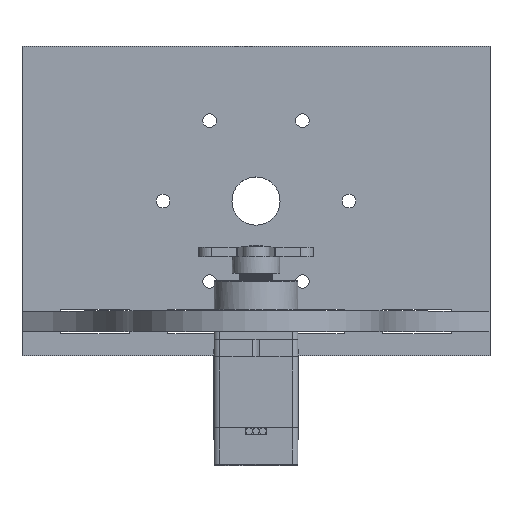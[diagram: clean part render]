
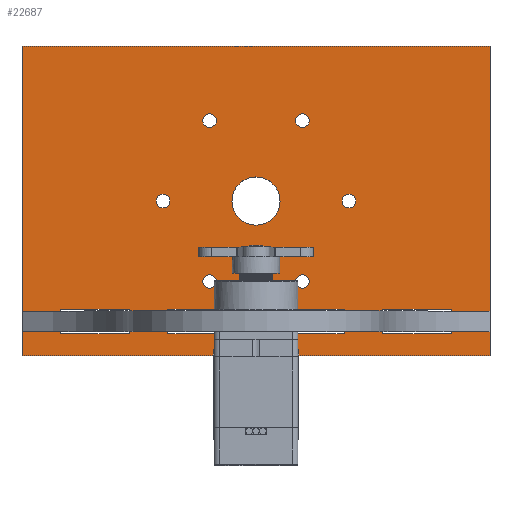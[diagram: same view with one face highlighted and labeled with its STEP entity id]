
A CAD part, top view. The second image highlights one B-rep face of the part: STEP entity #22687.
In plain terms, the highlighted planar face has unit normal (0, 0, 1).
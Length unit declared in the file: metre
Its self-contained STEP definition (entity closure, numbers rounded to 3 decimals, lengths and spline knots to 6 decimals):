
#371=CIRCLE('',#24500,0.001);
#373=CIRCLE('',#24503,0.001);
#375=CIRCLE('',#24506,0.001);
#377=CIRCLE('',#24509,0.001);
#379=CIRCLE('',#24512,0.001);
#381=CIRCLE('',#24515,0.001);
#383=CIRCLE('',#24518,0.0035);
#1818=ORIENTED_EDGE('',*,*,#8554,.F.);
#1819=ORIENTED_EDGE('',*,*,#8558,.T.);
#1820=ORIENTED_EDGE('',*,*,#8561,.T.);
#1821=ORIENTED_EDGE('',*,*,#8583,.F.);
#1822=ORIENTED_EDGE('',*,*,#8544,.F.);
#1823=ORIENTED_EDGE('',*,*,#8548,.T.);
#1824=ORIENTED_EDGE('',*,*,#8551,.T.);
#1825=ORIENTED_EDGE('',*,*,#8581,.F.);
#1826=ORIENTED_EDGE('',*,*,#8534,.F.);
#1827=ORIENTED_EDGE('',*,*,#8538,.T.);
#1828=ORIENTED_EDGE('',*,*,#8541,.T.);
#1829=ORIENTED_EDGE('',*,*,#8579,.F.);
#1830=ORIENTED_EDGE('',*,*,#8576,.F.);
#1831=ORIENTED_EDGE('',*,*,#8574,.F.);
#1832=ORIENTED_EDGE('',*,*,#8572,.F.);
#1833=ORIENTED_EDGE('',*,*,#8570,.F.);
#1834=ORIENTED_EDGE('',*,*,#8568,.F.);
#1835=ORIENTED_EDGE('',*,*,#8566,.F.);
#1836=ORIENTED_EDGE('',*,*,#8564,.F.);
#1837=ORIENTED_EDGE('',*,*,#8524,.F.);
#1838=ORIENTED_EDGE('',*,*,#8528,.T.);
#1839=ORIENTED_EDGE('',*,*,#8531,.T.);
#1840=ORIENTED_EDGE('',*,*,#8563,.F.);
#1841=ORIENTED_EDGE('',*,*,#8514,.F.);
#1842=ORIENTED_EDGE('',*,*,#8518,.T.);
#1843=ORIENTED_EDGE('',*,*,#8521,.T.);
#1844=ORIENTED_EDGE('',*,*,#8585,.F.);
#8514=EDGE_CURVE('',#11908,#11909,#14206,.T.);
#8518=EDGE_CURVE('',#11908,#11911,#14210,.T.);
#8521=EDGE_CURVE('',#11911,#11913,#14213,.T.);
#8524=EDGE_CURVE('',#11916,#11917,#14216,.T.);
#8528=EDGE_CURVE('',#11916,#11919,#14220,.T.);
#8531=EDGE_CURVE('',#11919,#11921,#14223,.T.);
#8534=EDGE_CURVE('',#11924,#11925,#14226,.T.);
#8538=EDGE_CURVE('',#11924,#11927,#14230,.T.);
#8541=EDGE_CURVE('',#11927,#11929,#14233,.T.);
#8544=EDGE_CURVE('',#11932,#11933,#14236,.T.);
#8548=EDGE_CURVE('',#11932,#11935,#14240,.T.);
#8551=EDGE_CURVE('',#11935,#11937,#14243,.T.);
#8554=EDGE_CURVE('',#11940,#11941,#14246,.T.);
#8558=EDGE_CURVE('',#11940,#11943,#14250,.T.);
#8561=EDGE_CURVE('',#11943,#11945,#14253,.T.);
#8563=EDGE_CURVE('',#11917,#11921,#14255,.T.);
#8564=EDGE_CURVE('',#11946,#11946,#371,.T.);
#8566=EDGE_CURVE('',#11948,#11948,#373,.T.);
#8568=EDGE_CURVE('',#11950,#11950,#375,.T.);
#8570=EDGE_CURVE('',#11952,#11952,#377,.T.);
#8572=EDGE_CURVE('',#11954,#11954,#379,.T.);
#8574=EDGE_CURVE('',#11956,#11956,#381,.T.);
#8576=EDGE_CURVE('',#11958,#11958,#383,.T.);
#8579=EDGE_CURVE('',#11925,#11929,#14257,.T.);
#8581=EDGE_CURVE('',#11933,#11937,#14259,.T.);
#8583=EDGE_CURVE('',#11941,#11945,#14261,.T.);
#8585=EDGE_CURVE('',#11909,#11913,#14263,.T.);
#11908=VERTEX_POINT('',#33579);
#11909=VERTEX_POINT('',#33581);
#11911=VERTEX_POINT('',#33587);
#11913=VERTEX_POINT('',#33593);
#11916=VERTEX_POINT('',#33600);
#11917=VERTEX_POINT('',#33602);
#11919=VERTEX_POINT('',#33608);
#11921=VERTEX_POINT('',#33614);
#11924=VERTEX_POINT('',#33621);
#11925=VERTEX_POINT('',#33623);
#11927=VERTEX_POINT('',#33629);
#11929=VERTEX_POINT('',#33635);
#11932=VERTEX_POINT('',#33642);
#11933=VERTEX_POINT('',#33644);
#11935=VERTEX_POINT('',#33650);
#11937=VERTEX_POINT('',#33656);
#11940=VERTEX_POINT('',#33663);
#11941=VERTEX_POINT('',#33665);
#11943=VERTEX_POINT('',#33671);
#11945=VERTEX_POINT('',#33677);
#11946=VERTEX_POINT('',#33684);
#11948=VERTEX_POINT('',#33689);
#11950=VERTEX_POINT('',#33694);
#11952=VERTEX_POINT('',#33699);
#11954=VERTEX_POINT('',#33704);
#11956=VERTEX_POINT('',#33709);
#11958=VERTEX_POINT('',#33714);
#14206=LINE('',#33580,#16526);
#14210=LINE('',#33588,#16530);
#14213=LINE('',#33594,#16533);
#14216=LINE('',#33601,#16536);
#14220=LINE('',#33609,#16540);
#14223=LINE('',#33615,#16543);
#14226=LINE('',#33622,#16546);
#14230=LINE('',#33630,#16550);
#14233=LINE('',#33636,#16553);
#14236=LINE('',#33643,#16556);
#14240=LINE('',#33651,#16560);
#14243=LINE('',#33657,#16563);
#14246=LINE('',#33664,#16566);
#14250=LINE('',#33672,#16570);
#14253=LINE('',#33678,#16573);
#14255=LINE('',#33681,#16575);
#14257=LINE('',#33719,#16577);
#14259=LINE('',#33722,#16579);
#14261=LINE('',#33725,#16581);
#14263=LINE('',#33728,#16583);
#16526=VECTOR('',#26745,1.);
#16530=VECTOR('',#26751,1.);
#16533=VECTOR('',#26756,1.);
#16536=VECTOR('',#26761,1.);
#16540=VECTOR('',#26767,1.);
#16543=VECTOR('',#26772,1.);
#16546=VECTOR('',#26777,1.);
#16550=VECTOR('',#26783,1.);
#16553=VECTOR('',#26788,1.);
#16556=VECTOR('',#26793,1.);
#16560=VECTOR('',#26799,1.);
#16563=VECTOR('',#26804,1.);
#16566=VECTOR('',#26809,1.);
#16570=VECTOR('',#26815,1.);
#16573=VECTOR('',#26820,1.);
#16575=VECTOR('',#26824,1.);
#16577=VECTOR('',#26870,1.);
#16579=VECTOR('',#26874,1.);
#16581=VECTOR('',#26878,1.);
#16583=VECTOR('',#26882,1.);
#18878=EDGE_LOOP('',(#1818,#1819,#1820,#1821));
#18879=EDGE_LOOP('',(#1822,#1823,#1824,#1825));
#18880=EDGE_LOOP('',(#1826,#1827,#1828,#1829));
#18881=EDGE_LOOP('',(#1830));
#18882=EDGE_LOOP('',(#1831));
#18883=EDGE_LOOP('',(#1832));
#18884=EDGE_LOOP('',(#1833));
#18885=EDGE_LOOP('',(#1834));
#18886=EDGE_LOOP('',(#1835));
#18887=EDGE_LOOP('',(#1836));
#18888=EDGE_LOOP('',(#1837,#1838,#1839,#1840));
#18889=EDGE_LOOP('',(#1841,#1842,#1843,#1844));
#20383=FACE_BOUND('',#18878,.T.);
#20384=FACE_BOUND('',#18879,.T.);
#20385=FACE_BOUND('',#18880,.T.);
#20386=FACE_BOUND('',#18881,.T.);
#20387=FACE_BOUND('',#18882,.T.);
#20388=FACE_BOUND('',#18883,.T.);
#20389=FACE_BOUND('',#18884,.T.);
#20390=FACE_BOUND('',#18885,.T.);
#20391=FACE_BOUND('',#18886,.T.);
#20392=FACE_BOUND('',#18887,.T.);
#20393=FACE_BOUND('',#18888,.T.);
#20394=FACE_BOUND('',#18889,.T.);
#21875=PLANE('',#24524);
#22687=ADVANCED_FACE('',(#20383,#20384,#20385,#20386,#20387,#20388,#20389,
#20390,#20391,#20392,#20393,#20394),#21875,.T.);
#24500=AXIS2_PLACEMENT_3D('',#33683,#26827,#26828);
#24503=AXIS2_PLACEMENT_3D('',#33688,#26833,#26834);
#24506=AXIS2_PLACEMENT_3D('',#33693,#26839,#26840);
#24509=AXIS2_PLACEMENT_3D('',#33698,#26845,#26846);
#24512=AXIS2_PLACEMENT_3D('',#33703,#26851,#26852);
#24515=AXIS2_PLACEMENT_3D('',#33708,#26857,#26858);
#24518=AXIS2_PLACEMENT_3D('',#33713,#26863,#26864);
#24524=AXIS2_PLACEMENT_3D('',#33729,#26883,#26884);
#26745=DIRECTION('',(1.,0.,0.));
#26751=DIRECTION('',(0.,1.,0.));
#26756=DIRECTION('',(1.,0.,0.));
#26761=DIRECTION('',(1.,0.,0.));
#26767=DIRECTION('',(0.,1.,0.));
#26772=DIRECTION('',(1.,0.,0.));
#26777=DIRECTION('',(0.,1.,0.));
#26783=DIRECTION('',(-1.,0.,0.));
#26788=DIRECTION('',(0.,1.,0.));
#26793=DIRECTION('',(0.,1.,0.));
#26799=DIRECTION('',(-1.,0.,0.));
#26804=DIRECTION('',(0.,1.,0.));
#26809=DIRECTION('',(0.,-1.,0.));
#26815=DIRECTION('',(-1.,0.,0.));
#26820=DIRECTION('',(0.,-1.,0.));
#26824=DIRECTION('',(0.,1.,0.));
#26827=DIRECTION('',(0.,0.,1.));
#26828=DIRECTION('',(1.,0.,0.));
#26833=DIRECTION('',(0.,0.,1.));
#26834=DIRECTION('',(1.,0.,0.));
#26839=DIRECTION('',(0.,0.,1.));
#26840=DIRECTION('',(1.,0.,0.));
#26845=DIRECTION('',(0.,0.,1.));
#26846=DIRECTION('',(1.,0.,0.));
#26851=DIRECTION('',(0.,0.,1.));
#26852=DIRECTION('',(1.,0.,0.));
#26857=DIRECTION('',(0.,0.,1.));
#26858=DIRECTION('',(1.,0.,0.));
#26863=DIRECTION('',(0.,0.,1.));
#26864=DIRECTION('',(1.,0.,0.));
#26870=DIRECTION('',(-1.,0.,0.));
#26874=DIRECTION('',(-1.,0.,0.));
#26878=DIRECTION('',(-1.,0.,0.));
#26882=DIRECTION('',(0.,1.,0.));
#26883=DIRECTION('',(0.,0.,1.));
#26884=DIRECTION('',(1.,0.,0.));
#33579=CARTESIAN_POINT('',(74.731731,-65.601015,0.003));
#33580=CARTESIAN_POINT('',(74.736731,-65.601015,0.003));
#33581=CARTESIAN_POINT('',(74.741731,-65.601015,0.003));
#33587=CARTESIAN_POINT('',(74.731731,-65.597515,0.003));
#33588=CARTESIAN_POINT('',(74.731731,-65.599265,0.003));
#33593=CARTESIAN_POINT('',(74.741731,-65.597515,0.003));
#33594=CARTESIAN_POINT('',(74.736731,-65.597515,0.003));
#33600=CARTESIAN_POINT('',(74.747331,-65.601015,0.003));
#33601=CARTESIAN_POINT('',(74.752331,-65.601015,0.003));
#33602=CARTESIAN_POINT('',(74.757331,-65.601015,0.003));
#33608=CARTESIAN_POINT('',(74.747331,-65.597515,0.003));
#33609=CARTESIAN_POINT('',(74.747331,-65.599265,0.003));
#33614=CARTESIAN_POINT('',(74.757331,-65.597515,0.003));
#33615=CARTESIAN_POINT('',(74.752331,-65.597515,0.003));
#33621=CARTESIAN_POINT('',(74.726131,-65.601015,0.003));
#33622=CARTESIAN_POINT('',(74.726131,-65.599265,0.003));
#33623=CARTESIAN_POINT('',(74.726131,-65.597515,0.003));
#33629=CARTESIAN_POINT('',(74.716131,-65.601015,0.003));
#33630=CARTESIAN_POINT('',(74.721131,-65.601015,0.003));
#33635=CARTESIAN_POINT('',(74.716131,-65.597515,0.003));
#33636=CARTESIAN_POINT('',(74.716131,-65.599265,0.003));
#33642=CARTESIAN_POINT('',(74.710531,-65.601015,0.003));
#33643=CARTESIAN_POINT('',(74.710531,-65.599265,0.003));
#33644=CARTESIAN_POINT('',(74.710531,-65.597515,0.003));
#33650=CARTESIAN_POINT('',(74.700531,-65.601015,0.003));
#33651=CARTESIAN_POINT('',(74.705531,-65.601015,0.003));
#33656=CARTESIAN_POINT('',(74.700531,-65.597515,0.003));
#33657=CARTESIAN_POINT('',(74.700531,-65.599265,0.003));
#33663=CARTESIAN_POINT('',(74.762931,-65.559265,0.003));
#33664=CARTESIAN_POINT('',(74.762931,-65.581765,0.003));
#33665=CARTESIAN_POINT('',(74.762931,-65.604265,0.003));
#33671=CARTESIAN_POINT('',(74.694931,-65.559265,0.003));
#33672=CARTESIAN_POINT('',(74.728931,-65.559265,0.003));
#33677=CARTESIAN_POINT('',(74.694931,-65.604265,0.003));
#33678=CARTESIAN_POINT('',(74.694931,-65.581765,0.003));
#33681=CARTESIAN_POINT('',(74.757331,-65.599265,0.003));
#33683=CARTESIAN_POINT('',(74.735681,-65.593457,0.003));
#33684=CARTESIAN_POINT('',(74.736681,-65.593457,0.003));
#33688=CARTESIAN_POINT('',(74.722181,-65.570074,0.003));
#33689=CARTESIAN_POINT('',(74.723181,-65.570074,0.003));
#33693=CARTESIAN_POINT('',(74.722181,-65.593457,0.003));
#33694=CARTESIAN_POINT('',(74.723181,-65.593457,0.003));
#33698=CARTESIAN_POINT('',(74.735681,-65.570074,0.003));
#33699=CARTESIAN_POINT('',(74.736681,-65.570074,0.003));
#33703=CARTESIAN_POINT('',(74.742431,-65.581765,0.003));
#33704=CARTESIAN_POINT('',(74.743431,-65.581765,0.003));
#33708=CARTESIAN_POINT('',(74.715431,-65.581765,0.003));
#33709=CARTESIAN_POINT('',(74.716431,-65.581765,0.003));
#33713=CARTESIAN_POINT('',(74.728931,-65.581765,0.003));
#33714=CARTESIAN_POINT('',(74.732431,-65.581765,0.003));
#33719=CARTESIAN_POINT('',(74.721131,-65.597515,0.003));
#33722=CARTESIAN_POINT('',(74.705531,-65.597515,0.003));
#33725=CARTESIAN_POINT('',(74.728931,-65.604265,0.003));
#33728=CARTESIAN_POINT('',(74.741731,-65.599265,0.003));
#33729=CARTESIAN_POINT('',(74.728931,-65.551488,0.003));
